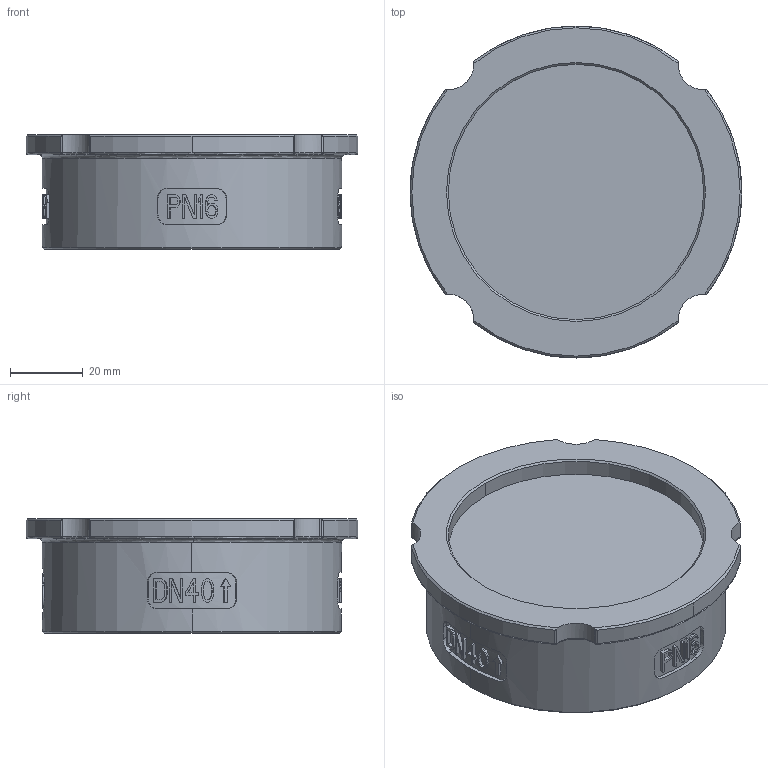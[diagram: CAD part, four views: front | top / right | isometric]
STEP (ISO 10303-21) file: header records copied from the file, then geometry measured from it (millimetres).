
FILE_DESCRIPTION (( 'STEP AP203' ), '1' );
FILE_NAME ('W6.DN040.STEP', '2009-07-03T06:58:16', ( ' ' ), ( '' ), 'SwSTEP 2.0', 'SolidWorks 2009', '' );
FILE_SCHEMA (( 'CONFIG_CONTROL_DESIGN' ));
Length unit declared in the file: millimetre
Products named in the file (1): W6.DN040
Bounding box: 91 x 91 x 31.5 mm (x, y, z)
Volume: 149127.8 mm3; surface area: 22877.1 mm2
Topology: 1 solids, 1 shells, 497 faces, 1382 edges, 912 vertices
Faces by surface type: bspline 264, plane 152, cylinder 71, cone 10
Entity records: 22309 total; most frequent: CARTESIAN_POINT 11216, ORIENTED_EDGE 2764, DIRECTION 1516, EDGE_CURVE 1382, VERTEX_POINT 912, LINE 584, VECTOR 584, B_SPLINE_CURVE_WITH_KNOTS 552
